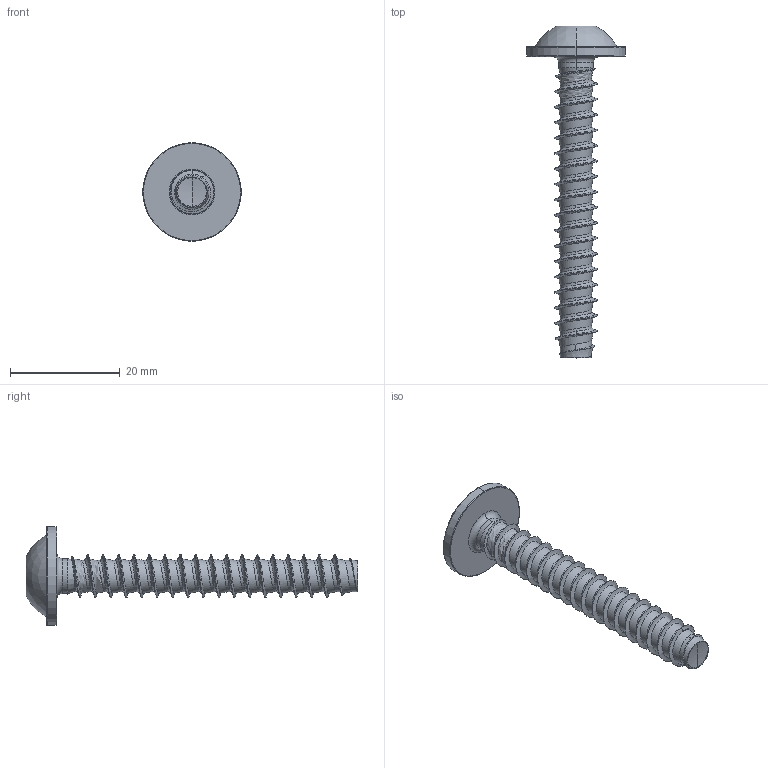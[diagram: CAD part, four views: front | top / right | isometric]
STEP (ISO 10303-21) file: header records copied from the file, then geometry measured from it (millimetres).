
FILE_DESCRIPTION (( 'STEP AP203' ), '1' );
FILE_NAME ('STP380800550.STEP', '2017-08-15T18:27:52', ( '' ), ( '' ), 'SwSTEP 2.0', 'SolidWorks 2015', '' );
FILE_SCHEMA (( 'CONFIG_CONTROL_DESIGN' ));
Length unit declared in the file: millimetre
Products named in the file (1): STP380800550
Bounding box: 18 x 60.6 x 18 mm (x, y, z)
Volume: 2451.9 mm3; surface area: 2349.5 mm2
Topology: 1 solids, 1 shells, 124 faces, 315 edges, 194 vertices
Faces by surface type: cylinder 63, bspline 35, cone 11, torus 8, sphere 4, plane 3
Entity records: 36516 total; most frequent: CARTESIAN_POINT 33916, ORIENTED_EDGE 626, DIRECTION 396, EDGE_CURVE 313, VERTEX_POINT 194, AXIS2_PLACEMENT_3D 159, B_SPLINE_CURVE_WITH_KNOTS 129, EDGE_LOOP 127
